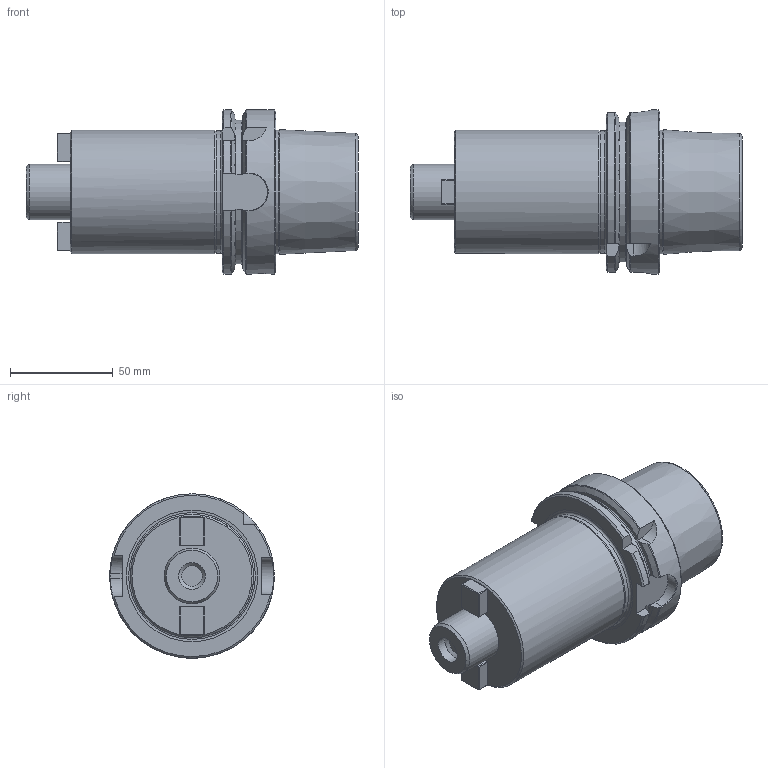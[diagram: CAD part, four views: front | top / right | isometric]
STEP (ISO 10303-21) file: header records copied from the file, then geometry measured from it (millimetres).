
FILE_DESCRIPTION(/* description */ (''),/* implementation_level */ '2;1');
FILE_NAME(/* name */ 'AHSKA80-FM-27-100.stp',/* time_stamp */ '2024-12-11T16:27:31+03:00',/* author */ (''),/* organization */ (''),/* preprocessor_version */ 'ST-DEVELOPER v19.4',/* originating_system */ 'SIEMENS PLM Software NX2306.3001',/* authorisation */ '');
FILE_SCHEMA (('AUTOMOTIVE_DESIGN { 1 0 10303 214 3 1 1 1 }'));
Length unit declared in the file: millimetre
Products named in the file (1): AHSKA80-FM-27-100-light_objects
Bounding box: 161.5 x 80 x 80 mm (x, y, z)
Volume: 451805.8 mm3; surface area: 41549.5 mm2
Topology: 1 solids, 1 shells, 127 faces, 320 edges, 199 vertices
Faces by surface type: plane 72, cone 22, cylinder 16, torus 14, bspline 3
Full cylindrical faces by diameter (mm): 10 x1, 13 x1, 27 x1, 59.5 x1, 60 x1, 60.213 x1, 80 x1
Entity records: 4033 total; most frequent: CARTESIAN_POINT 1225, ORIENTED_EDGE 576, DIRECTION 526, EDGE_CURVE 288, AXIS2_PLACEMENT_3D 196, VERTEX_POINT 192, EDGE_LOOP 155, LINE 134
